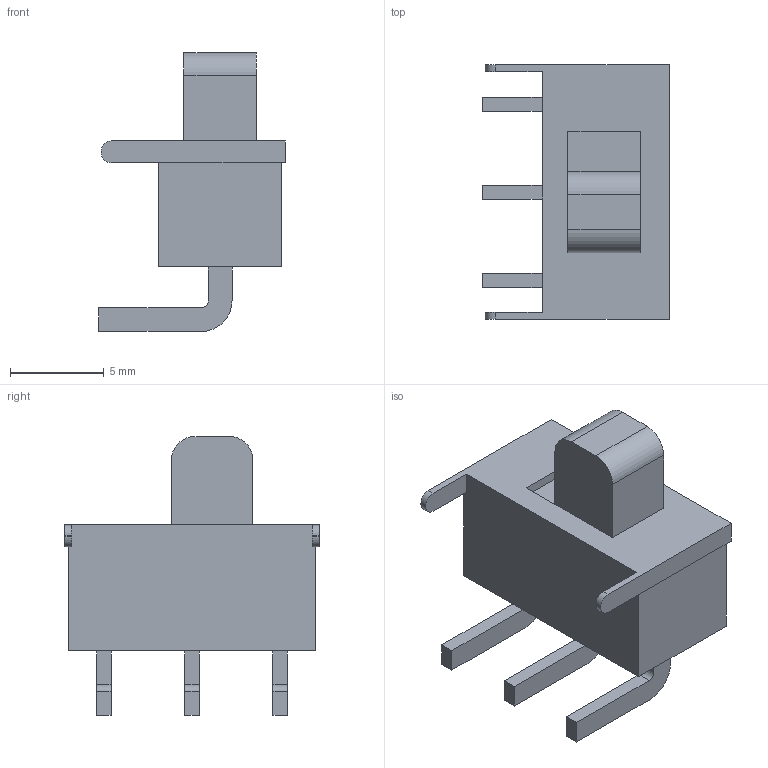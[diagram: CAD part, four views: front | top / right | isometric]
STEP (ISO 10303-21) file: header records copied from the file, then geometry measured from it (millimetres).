
FILE_DESCRIPTION(/* description */ (''),/* implementation_level */ '2;1');
FILE_NAME(/* name */ '500SSP1S1M6QEA-Switch.step',/* time_stamp */ '2019-09-02T21:14:20+02:00',/* author */ (''),/* organization */ (''),/* preprocessor_version */ 'ST-DEVELOPER v18',/* originating_system */ 'Autodesk Translation Framework v8.6.0.1094',/* authorisation */ '');
FILE_SCHEMA (('AUTOMOTIVE_DESIGN { 1 0 10303 214 3 1 1 }'));
Length unit declared in the file: millimetre
Products named in the file (1): 500SSP1S1M6QEA-Switch
Bounding box: 9.96 x 13.57 x 14.88 mm (x, y, z)
Volume: 692 mm3; surface area: 655.2 mm2
Topology: 1 solids, 1 shells, 56 faces, 148 edges, 98 vertices
Faces by surface type: plane 44, cylinder 12
Entity records: 1787 total; most frequent: CARTESIAN_POINT 303, ORIENTED_EDGE 296, DIRECTION 286, EDGE_CURVE 148, LINE 124, VECTOR 124, VERTEX_POINT 98, AXIS2_PLACEMENT_3D 81
